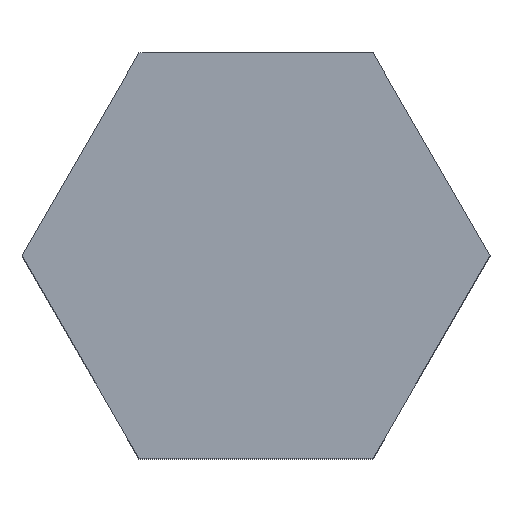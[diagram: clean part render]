
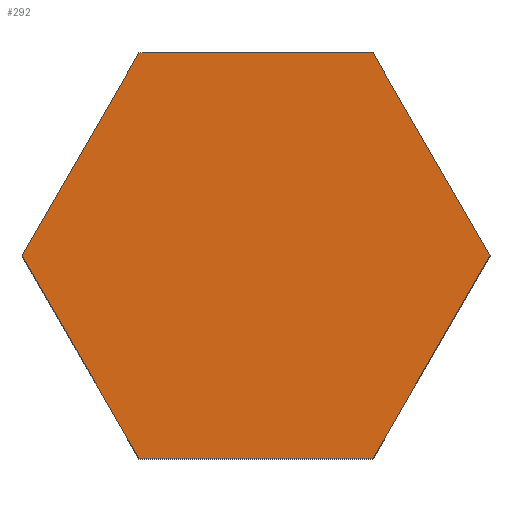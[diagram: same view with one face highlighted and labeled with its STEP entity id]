
A CAD part, top view. The second image highlights one B-rep face of the part: STEP entity #292.
In plain terms, the highlighted planar face has unit normal (0, 0, 1).
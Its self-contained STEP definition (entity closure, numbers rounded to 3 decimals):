
#19=PLANE('',#325);
#36=FACE_OUTER_BOUND('',#54,.T.);
#54=EDGE_LOOP('',(#222,#223,#224,#225,#226,#227));
#76=LINE('',#440,#113);
#77=LINE('',#442,#114);
#78=LINE('',#444,#115);
#79=LINE('',#446,#116);
#80=LINE('',#448,#117);
#81=LINE('',#449,#118);
#113=VECTOR('',#360,10.);
#114=VECTOR('',#361,10.);
#115=VECTOR('',#362,10.);
#116=VECTOR('',#363,10.);
#117=VECTOR('',#364,10.);
#118=VECTOR('',#365,10.);
#153=VERTEX_POINT('',#438);
#154=VERTEX_POINT('',#439);
#155=VERTEX_POINT('',#441);
#156=VERTEX_POINT('',#443);
#157=VERTEX_POINT('',#445);
#158=VERTEX_POINT('',#447);
#180=EDGE_CURVE('',#153,#154,#76,.T.);
#181=EDGE_CURVE('',#154,#155,#77,.T.);
#182=EDGE_CURVE('',#155,#156,#78,.T.);
#183=EDGE_CURVE('',#156,#157,#79,.T.);
#184=EDGE_CURVE('',#157,#158,#80,.T.);
#185=EDGE_CURVE('',#158,#153,#81,.T.);
#222=ORIENTED_EDGE('',*,*,#180,.T.);
#223=ORIENTED_EDGE('',*,*,#181,.T.);
#224=ORIENTED_EDGE('',*,*,#182,.T.);
#225=ORIENTED_EDGE('',*,*,#183,.T.);
#226=ORIENTED_EDGE('',*,*,#184,.T.);
#227=ORIENTED_EDGE('',*,*,#185,.T.);
#292=ADVANCED_FACE('',(#36),#19,.T.);
#325=AXIS2_PLACEMENT_3D('',#437,#358,#359);
#358=DIRECTION('center_axis',(0.,0.,1.));
#359=DIRECTION('ref_axis',(1.,0.,0.));
#360=DIRECTION('',(0.5,0.866,0.));
#361=DIRECTION('',(-0.5,0.866,0.));
#362=DIRECTION('',(-1.,0.,0.));
#363=DIRECTION('',(-0.5,-0.866,0.));
#364=DIRECTION('',(0.5,-0.866,0.));
#365=DIRECTION('',(1.,0.,0.));
#437=CARTESIAN_POINT('Origin',(0.,0.,3.25));
#438=CARTESIAN_POINT('',(2.281,-3.95,3.25));
#439=CARTESIAN_POINT('',(4.561,0.,3.25));
#440=CARTESIAN_POINT('',(2.281,-3.95,3.25));
#441=CARTESIAN_POINT('',(2.281,3.95,3.25));
#442=CARTESIAN_POINT('',(4.561,0.,3.25));
#443=CARTESIAN_POINT('',(-2.281,3.95,3.25));
#444=CARTESIAN_POINT('',(2.281,3.95,3.25));
#445=CARTESIAN_POINT('',(-4.561,0.,3.25));
#446=CARTESIAN_POINT('',(-2.281,3.95,3.25));
#447=CARTESIAN_POINT('',(-2.281,-3.95,3.25));
#448=CARTESIAN_POINT('',(-4.561,0.,3.25));
#449=CARTESIAN_POINT('',(-2.281,-3.95,3.25));
